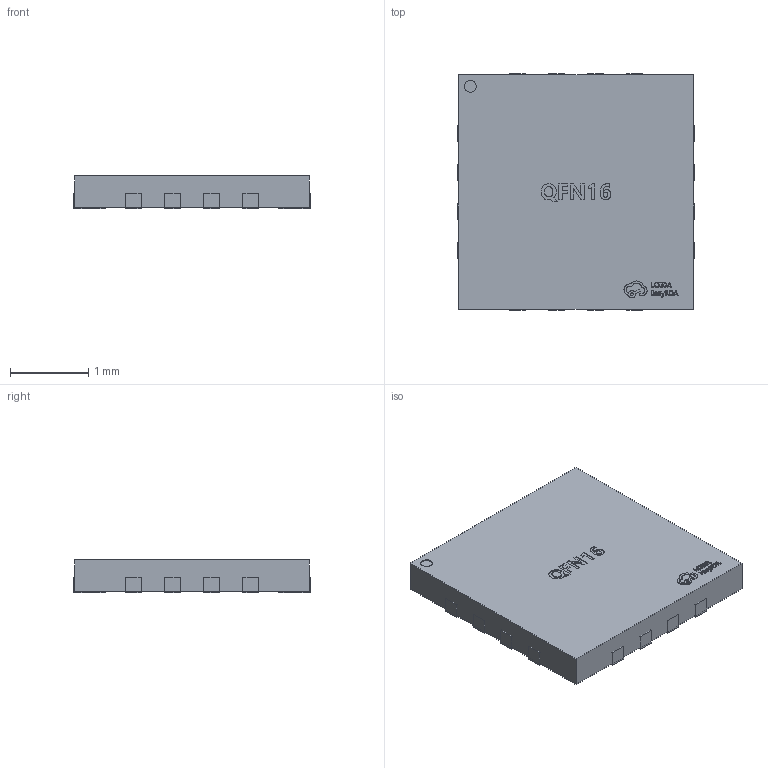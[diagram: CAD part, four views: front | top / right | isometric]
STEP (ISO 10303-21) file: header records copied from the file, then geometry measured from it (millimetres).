
FILE_DESCRIPTION (( 'STEP AP214' ), '1' );
FILE_NAME ('QFN-16_L3.0-W3.0-H0.9-P0.50.step', '2022-07-15T02:51:33', ( '' ), ( '' ), 'SwSTEP 2.0', 'SolidWorks 2020', '' );
FILE_SCHEMA (( 'AUTOMOTIVE_DESIGN' ));
Length unit declared in the file: millimetre
Products named in the file (1): QFN-16_L3.0-W3.0-H0.9-P0.50
Bounding box: 3.02 x 3.02 x 0.43 mm (x, y, z)
Volume: 3.8 mm3; surface area: 28.9 mm2
Topology: 17 solids, 17 shells, 455 faces, 1161 edges, 774 vertices
Faces by surface type: plane 297, bspline 140, cylinder 18
Entity records: 21426 total; most frequent: CARTESIAN_POINT 6131, ORIENTED_EDGE 2322, DIRECTION 1545, EDGE_CURVE 1161, LINE 841, VECTOR 841, VERTEX_POINT 774, EDGE_LOOP 489
